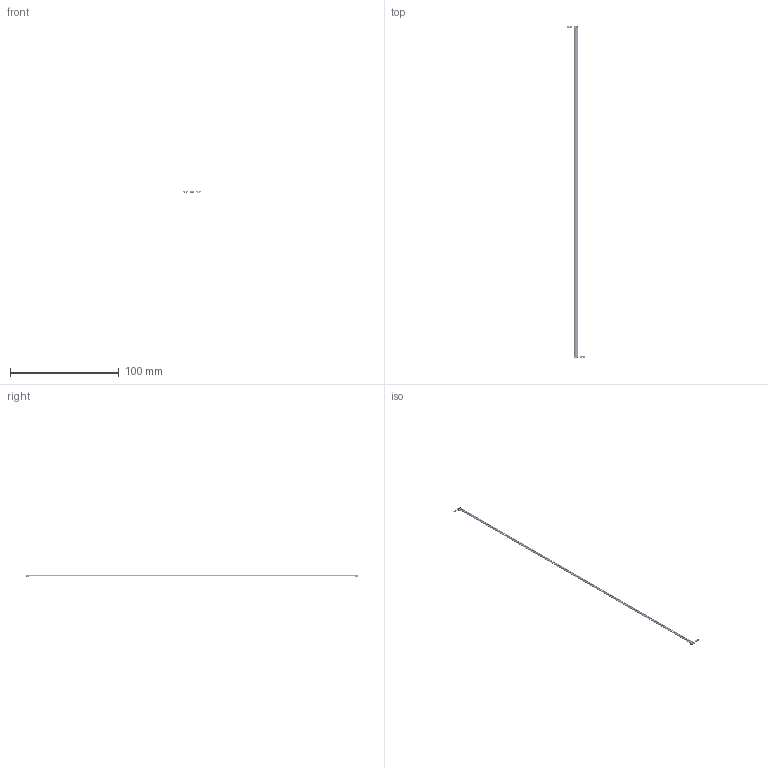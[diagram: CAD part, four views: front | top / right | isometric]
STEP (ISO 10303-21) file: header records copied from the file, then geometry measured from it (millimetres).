
FILE_DESCRIPTION(/* description */ ('Unknown'),/* implementation_level */ '2;1');
FILE_NAME(/* name */ '6891893213004',/* time_stamp */ '2024-07-25T14:07:43+02:00',/* author */ ('Unknown'),/* organization */ ('Unknown'),/* preprocessor_version */ 'ST-DEVELOPER v19.4',/* originating_system */ 'Solid Edge',/* authorisation */ 'Unknown');
FILE_SCHEMA (('AUTOMOTIVE_DESIGN {1 0 10303 214 3 1 1}'));
Length unit declared in the file: millimetre
Products named in the file (6): 68918932130xx; Wire 32AWG; Insulator Black 32AWG; 6890xx114322; 689004114322; 6890xx114322_Pin
Assembly tree (23 placements, depth 3):
  68918932130xx
    Wire 32AWG  x4
    Insulator Black 32AWG  x4
    6890xx114322  x2
      689004114322
      6890xx114322_Pin
Bounding box: 15.8 x 305.8 x 1.7 mm (x, y, z)
Volume: 310.2 mm3; surface area: 5191.9 mm2
Topology: 58 solids, 58 shells, 2676 faces, 7568 edges, 4992 vertices
Faces by surface type: plane 1492, cylinder 968, bspline 120, torus 96
Full cylindrical faces by diameter (mm): 0.073 x4, 0.22 x4, 0.56 x4
Entity records: 19728 total; most frequent: CARTESIAN_POINT 8875, ORIENTED_EDGE 2282, DIRECTION 2117, EDGE_CURVE 1141, LINE 937, VECTOR 937, VERTEX_POINT 762, AXIS2_PLACEMENT_3D 590
